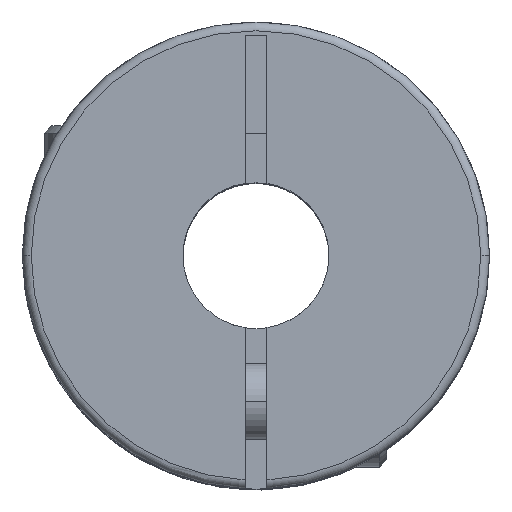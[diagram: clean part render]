
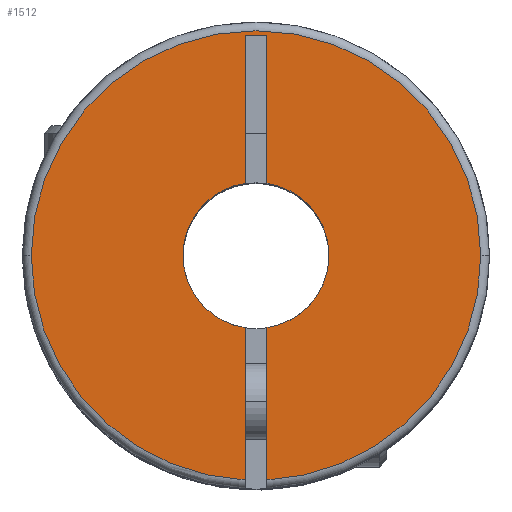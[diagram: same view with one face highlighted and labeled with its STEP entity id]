
A CAD part, top view. The second image highlights one B-rep face of the part: STEP entity #1512.
In plain terms, the highlighted planar face has unit normal (0, 0, 1).
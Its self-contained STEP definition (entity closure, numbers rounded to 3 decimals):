
#52 = DIRECTION ( 'NONE',  ( 0., -1., 0. ) ) ;
#60 = CARTESIAN_POINT ( 'NONE',  ( 0., 0., 0. ) ) ;
#203 = ORIENTED_EDGE ( 'NONE', *, *, #799, .F. ) ;
#337 = LINE ( 'NONE', #658, #1246 ) ;
#386 = VERTEX_POINT ( 'NONE', #488 ) ;
#449 = CARTESIAN_POINT ( 'NONE',  ( 0., 0., 0. ) ) ;
#473 = VERTEX_POINT ( 'NONE', #1952 ) ;
#488 = CARTESIAN_POINT ( 'NONE',  ( -7.7, 0., 0. ) ) ;
#521 = CARTESIAN_POINT ( 'NONE',  ( -0.375, 7.55, 0. ) ) ;
#590 = CARTESIAN_POINT ( 'NONE',  ( 0., 0., 0. ) ) ;
#606 = DIRECTION ( 'NONE',  ( -1., 0., 0. ) ) ;
#608 = DIRECTION ( 'NONE',  ( 0., 0., -1. ) ) ;
#629 = ORIENTED_EDGE ( 'NONE', *, *, #742, .F. ) ;
#658 = CARTESIAN_POINT ( 'NONE',  ( -0.375, 7.55, 0. ) ) ;
#666 = ORIENTED_EDGE ( 'NONE', *, *, #3632, .T. ) ;
#690 = CIRCLE ( 'NONE', #2252, 2.5 ) ;
#735 = AXIS2_PLACEMENT_3D ( 'NONE', #60, #1390, #1091 ) ;
#742 = EDGE_CURVE ( 'NONE', #386, #1745, #2143, .T. ) ;
#794 = VERTEX_POINT ( 'NONE', #3171 ) ;
#795 = ORIENTED_EDGE ( 'NONE', *, *, #2817, .F. ) ;
#799 = EDGE_CURVE ( 'NONE', #1832, #3179, #1282, .T. ) ;
#814 = FACE_OUTER_BOUND ( 'NONE', #1650, .T. ) ;
#908 = DIRECTION ( 'NONE',  ( 0., 1., 0. ) ) ;
#910 = EDGE_CURVE ( 'NONE', #2341, #794, #3571, .T. ) ;
#973 = ORIENTED_EDGE ( 'NONE', *, *, #3869, .F. ) ;
#1001 = CARTESIAN_POINT ( 'NONE',  ( -0.375, 7.55, 0. ) ) ;
#1016 = AXIS2_PLACEMENT_3D ( 'NONE', #1279, #608, #3541 ) ;
#1057 = ORIENTED_EDGE ( 'NONE', *, *, #1196, .F. ) ;
#1058 = CIRCLE ( 'NONE', #2136, 7.7 ) ;
#1091 = DIRECTION ( 'NONE',  ( -1., 0., 0. ) ) ;
#1137 = DIRECTION ( 'NONE',  ( 0., -1., 0. ) ) ;
#1181 = CARTESIAN_POINT ( 'NONE',  ( 0., 0., 0. ) ) ;
#1196 = EDGE_CURVE ( 'NONE', #1745, #3938, #1058, .T. ) ;
#1210 = AXIS2_PLACEMENT_3D ( 'NONE', #1181, #3408, #1137 ) ;
#1226 = PLANE ( 'NONE',  #1210 ) ;
#1246 = VECTOR ( 'NONE', #1935, 1000. ) ;
#1279 = CARTESIAN_POINT ( 'NONE',  ( 0., 0., 0. ) ) ;
#1281 = ORIENTED_EDGE ( 'NONE', *, *, #910, .F. ) ;
#1282 = LINE ( 'NONE', #3847, #3301 ) ;
#1311 = CARTESIAN_POINT ( 'NONE',  ( 7.7, 0., 0. ) ) ;
#1341 = CARTESIAN_POINT ( 'NONE',  ( 0.375, -8., 0. ) ) ;
#1374 = VECTOR ( 'NONE', #908, 1000. ) ;
#1390 = DIRECTION ( 'NONE',  ( 0., 0., -1. ) ) ;
#1456 = DIRECTION ( 'NONE',  ( -1., 0., 0. ) ) ;
#1477 = CARTESIAN_POINT ( 'NONE',  ( -0.375, -2.472, 0. ) ) ;
#1512 = ADVANCED_FACE ( 'NONE', ( #814 ), #1226, .F. ) ;
#1577 = DIRECTION ( 'NONE',  ( 0., 0., -1. ) ) ;
#1599 = DIRECTION ( 'NONE',  ( -1., 0., 0. ) ) ;
#1620 = CARTESIAN_POINT ( 'NONE',  ( 0., 0., 0. ) ) ;
#1650 = EDGE_LOOP ( 'NONE', ( #795, #1281, #666, #3540, #2679, #203, #973, #3109, #3941, #1057, #629 ) ) ;
#1674 = LINE ( 'NONE', #1341, #1714 ) ;
#1705 = VERTEX_POINT ( 'NONE', #2616 ) ;
#1714 = VECTOR ( 'NONE', #2647, 1000. ) ;
#1745 = VERTEX_POINT ( 'NONE', #1311 ) ;
#1771 = DIRECTION ( 'NONE',  ( 0., 0., -1. ) ) ;
#1784 = AXIS2_PLACEMENT_3D ( 'NONE', #1620, #1577, #2227 ) ;
#1832 = VERTEX_POINT ( 'NONE', #3423 ) ;
#1893 = DIRECTION ( 'NONE',  ( 0., 0., -1. ) ) ;
#1935 = DIRECTION ( 'NONE',  ( 0., -1., 0. ) ) ;
#1952 = CARTESIAN_POINT ( 'NONE',  ( 0.375, -2.472, 0. ) ) ;
#2136 = AXIS2_PLACEMENT_3D ( 'NONE', #2555, #2862, #606 ) ;
#2143 = CIRCLE ( 'NONE', #3504, 7.7 ) ;
#2212 = LINE ( 'NONE', #4194, #1374 ) ;
#2227 = DIRECTION ( 'NONE',  ( -1., 0., 0. ) ) ;
#2252 = AXIS2_PLACEMENT_3D ( 'NONE', #449, #1771, #1456 ) ;
#2341 = VERTEX_POINT ( 'NONE', #1477 ) ;
#2517 = CIRCLE ( 'NONE', #735, 2.5 ) ;
#2524 = EDGE_CURVE ( 'NONE', #3149, #473, #2517, .T. ) ;
#2555 = CARTESIAN_POINT ( 'NONE',  ( 0., 0., 0. ) ) ;
#2585 = DIRECTION ( 'NONE',  ( -1., 0., 0. ) ) ;
#2616 = CARTESIAN_POINT ( 'NONE',  ( -0.375, 2.472, 0. ) ) ;
#2647 = DIRECTION ( 'NONE',  ( 0., 1., 0. ) ) ;
#2679 = ORIENTED_EDGE ( 'NONE', *, *, #3745, .F. ) ;
#2817 = EDGE_CURVE ( 'NONE', #794, #386, #2845, .T. ) ;
#2845 = CIRCLE ( 'NONE', #1016, 7.7 ) ;
#2862 = DIRECTION ( 'NONE',  ( 0., 0., -1. ) ) ;
#3077 = CARTESIAN_POINT ( 'NONE',  ( 0.375, 2.472, 0. ) ) ;
#3109 = ORIENTED_EDGE ( 'NONE', *, *, #2524, .T. ) ;
#3149 = VERTEX_POINT ( 'NONE', #3077 ) ;
#3171 = CARTESIAN_POINT ( 'NONE',  ( -0.375, -7.691, 0. ) ) ;
#3179 = VERTEX_POINT ( 'NONE', #521 ) ;
#3250 = EDGE_CURVE ( 'NONE', #3938, #473, #2212, .T. ) ;
#3301 = VECTOR ( 'NONE', #2585, 1000. ) ;
#3345 = VECTOR ( 'NONE', #52, 1000. ) ;
#3374 = VERTEX_POINT ( 'NONE', #3645 ) ;
#3408 = DIRECTION ( 'NONE',  ( 0., 0., -1. ) ) ;
#3423 = CARTESIAN_POINT ( 'NONE',  ( 0.375, 7.55, 0. ) ) ;
#3504 = AXIS2_PLACEMENT_3D ( 'NONE', #590, #1893, #1599 ) ;
#3540 = ORIENTED_EDGE ( 'NONE', *, *, #3764, .T. ) ;
#3541 = DIRECTION ( 'NONE',  ( -1., 0., 0. ) ) ;
#3571 = LINE ( 'NONE', #1001, #3345 ) ;
#3632 = EDGE_CURVE ( 'NONE', #2341, #3374, #690, .T. ) ;
#3645 = CARTESIAN_POINT ( 'NONE',  ( -2.5, 0., 0. ) ) ;
#3708 = CARTESIAN_POINT ( 'NONE',  ( 0.375, -7.691, 0. ) ) ;
#3745 = EDGE_CURVE ( 'NONE', #3179, #1705, #337, .T. ) ;
#3764 = EDGE_CURVE ( 'NONE', #3374, #1705, #3821, .T. ) ;
#3821 = CIRCLE ( 'NONE', #1784, 2.5 ) ;
#3847 = CARTESIAN_POINT ( 'NONE',  ( 0.375, 7.55, 0. ) ) ;
#3869 = EDGE_CURVE ( 'NONE', #3149, #1832, #1674, .T. ) ;
#3938 = VERTEX_POINT ( 'NONE', #3708 ) ;
#3941 = ORIENTED_EDGE ( 'NONE', *, *, #3250, .F. ) ;
#4194 = CARTESIAN_POINT ( 'NONE',  ( 0.375, -8., 0. ) ) ;
